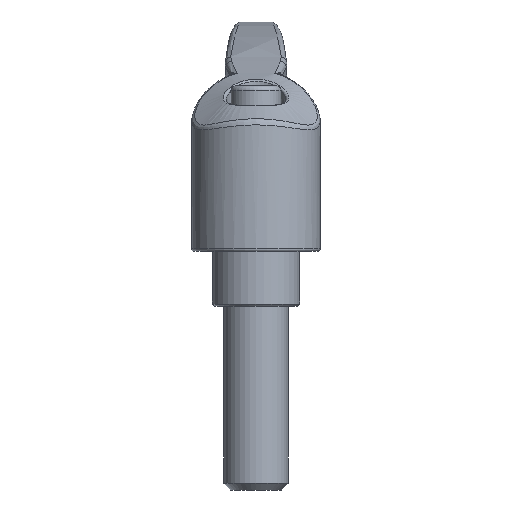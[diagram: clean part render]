
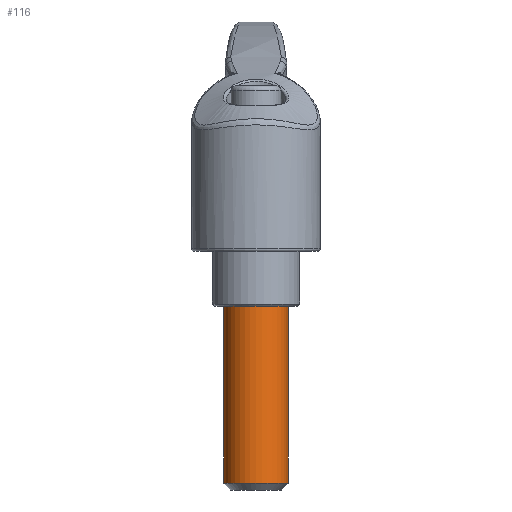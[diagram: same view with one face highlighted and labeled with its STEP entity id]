
A CAD part, front view. The second image highlights one B-rep face of the part: STEP entity #116.
In plain terms, the highlighted cylindrical face has radius 7 mm (diameter 14 mm), a full revolution.
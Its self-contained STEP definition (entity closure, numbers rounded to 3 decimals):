
#116 = ADVANCED_FACE( '', ( #285, #286 ), #287, .T. );
#285 = FACE_OUTER_BOUND( '', #1149, .T. );
#286 = FACE_OUTER_BOUND( '', #1150, .T. );
#287 = CYLINDRICAL_SURFACE( '', #1151, 7. );
#1149 = EDGE_LOOP( '', ( #6478 ) );
#1150 = EDGE_LOOP( '', ( #6479 ) );
#1151 = AXIS2_PLACEMENT_3D( '', #6480, #6481, #6482 );
#6478 = ORIENTED_EDGE( '', *, *, #6842, .T. );
#6479 = ORIENTED_EDGE( '', *, *, #6859, .T. );
#6480 = CARTESIAN_POINT( '', ( 0., 0., -52. ) );
#6481 = DIRECTION( '', ( 0., 0., -1. ) );
#6482 = DIRECTION( '', ( 1., 0., 0. ) );
#6842 = EDGE_CURVE( '', #7069, #7069, #7070, .F. );
#6859 = EDGE_CURVE( '', #7097, #7097, #7098, .T. );
#7069 = VERTEX_POINT( '', #7693 );
#7070 = CIRCLE( '', #7694, 7. );
#7097 = VERTEX_POINT( '', #8050 );
#7098 = CIRCLE( '', #8051, 7. );
#7693 = CARTESIAN_POINT( '', ( -7., 0., -50.5 ) );
#7694 = AXIS2_PLACEMENT_3D( '', #10184, #10185, #10186 );
#8050 = CARTESIAN_POINT( '', ( 7., 0., -12. ) );
#8051 = AXIS2_PLACEMENT_3D( '', #10199, #10200, #10201 );
#10184 = CARTESIAN_POINT( '', ( 0., 0., -50.5 ) );
#10185 = DIRECTION( '', ( 0., 0., -1. ) );
#10186 = DIRECTION( '', ( -1., 0., 0. ) );
#10199 = CARTESIAN_POINT( '', ( 0., 0., -12. ) );
#10200 = DIRECTION( '', ( 0., 0., -1. ) );
#10201 = DIRECTION( '', ( 1., 0., 0. ) );
